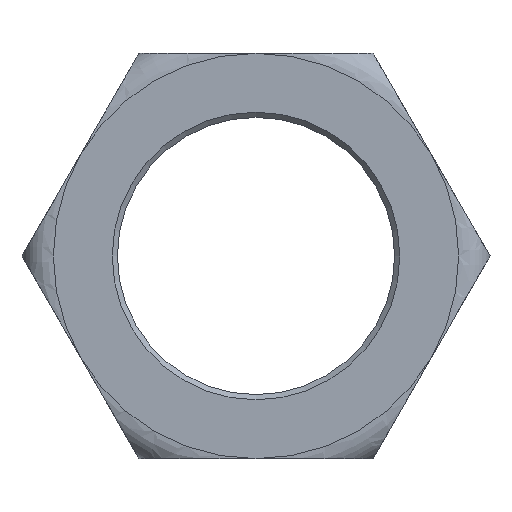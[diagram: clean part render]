
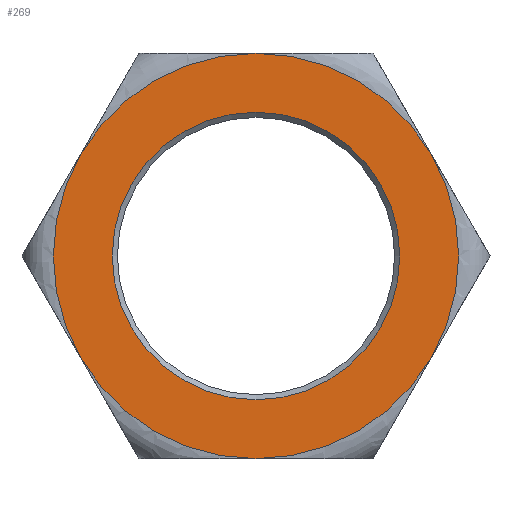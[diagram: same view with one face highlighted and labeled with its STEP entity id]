
A CAD part, front view. The second image highlights one B-rep face of the part: STEP entity #269.
In plain terms, the highlighted planar face has unit normal (0, -1, 0).
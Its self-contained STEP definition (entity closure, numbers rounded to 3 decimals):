
#10 = ORIENTED_EDGE ( 'NONE', *, *, #547, .F. ) ;
#12 = EDGE_CURVE ( 'NONE', #252, #561, #1285, .T. ) ;
#34 = VERTEX_POINT ( 'NONE', #1451 ) ;
#46 = CARTESIAN_POINT ( 'NONE',  ( 44.745, -44., -77.5 ) ) ;
#48 = DIRECTION ( 'NONE',  ( 0., 0., 1. ) ) ;
#52 = VERTEX_POINT ( 'NONE', #550 ) ;
#60 = AXIS2_PLACEMENT_3D ( 'NONE', #1421, #1297, #795 ) ;
#70 = CARTESIAN_POINT ( 'NONE',  ( 0., -44., 0. ) ) ;
#87 = VECTOR ( 'NONE', #656, 1000. ) ;
#159 = PLANE ( 'NONE',  #762 ) ;
#185 = DIRECTION ( 'NONE',  ( 1., 0., 0. ) ) ;
#229 = EDGE_LOOP ( 'NONE', ( #793 ) ) ;
#238 = VERTEX_POINT ( 'NONE', #873 ) ;
#252 = VERTEX_POINT ( 'NONE', #273 ) ;
#260 = EDGE_LOOP ( 'NONE', ( #1096, #1388, #1234, #10, #1168, #1136, #946, #1434, #1495, #1161 ) ) ;
#269 = ADVANCED_FACE ( 'NONE', ( #1094, #755 ), #159, .F. ) ;
#273 = CARTESIAN_POINT ( 'NONE',  ( 67.117, -44., -38.75 ) ) ;
#305 = DIRECTION ( 'NONE',  ( 0., 1., 0. ) ) ;
#346 = CARTESIAN_POINT ( 'NONE',  ( 89.489, -44., 0. ) ) ;
#352 = LINE ( 'NONE', #346, #736 ) ;
#359 = AXIS2_PLACEMENT_3D ( 'NONE', #1323, #374, #1438 ) ;
#374 = DIRECTION ( 'NONE',  ( 0., 1., 0. ) ) ;
#382 = EDGE_CURVE ( 'NONE', #1024, #1024, #1416, .T. ) ;
#392 = VERTEX_POINT ( 'NONE', #1358 ) ;
#401 = EDGE_CURVE ( 'NONE', #561, #1319, #893, .T. ) ;
#436 = CIRCLE ( 'NONE', #605, 77.5 ) ;
#437 = VERTEX_POINT ( 'NONE', #460 ) ;
#459 = AXIS2_PLACEMENT_3D ( 'NONE', #968, #875, #1103 ) ;
#460 = CARTESIAN_POINT ( 'NONE',  ( 0., -44., 77.5 ) ) ;
#498 = EDGE_CURVE ( 'NONE', #392, #34, #737, .T. ) ;
#547 = EDGE_CURVE ( 'NONE', #238, #392, #598, .T. ) ;
#550 = CARTESIAN_POINT ( 'NONE',  ( -67.117, -44., 38.75 ) ) ;
#553 = CARTESIAN_POINT ( 'NONE',  ( 0., -44., 77.5 ) ) ;
#561 = VERTEX_POINT ( 'NONE', #1243 ) ;
#598 = LINE ( 'NONE', #758, #1339 ) ;
#605 = AXIS2_PLACEMENT_3D ( 'NONE', #634, #956, #1031 ) ;
#621 = DIRECTION ( 'NONE',  ( 0.5, 0., -0.866 ) ) ;
#633 = AXIS2_PLACEMENT_3D ( 'NONE', #999, #1237, #769 ) ;
#634 = CARTESIAN_POINT ( 'NONE',  ( 0., -44., 0. ) ) ;
#656 = DIRECTION ( 'NONE',  ( -1., 0., 0. ) ) ;
#660 = CARTESIAN_POINT ( 'NONE',  ( -67.117, -44., -38.75 ) ) ;
#665 = EDGE_CURVE ( 'NONE', #952, #52, #985, .T. ) ;
#679 = CARTESIAN_POINT ( 'NONE',  ( 0., -44., 0. ) ) ;
#709 = CIRCLE ( 'NONE', #359, 77.5 ) ;
#736 = VECTOR ( 'NONE', #1178, 1000. ) ;
#737 = CIRCLE ( 'NONE', #60, 77.5 ) ;
#755 = FACE_OUTER_BOUND ( 'NONE', #260, .T. ) ;
#758 = CARTESIAN_POINT ( 'NONE',  ( 44.745, -44., 77.5 ) ) ;
#760 = VECTOR ( 'NONE', #796, 1000. ) ;
#762 = AXIS2_PLACEMENT_3D ( 'NONE', #844, #305, #48 ) ;
#769 = DIRECTION ( 'NONE',  ( 0., 0., 1. ) ) ;
#780 = CARTESIAN_POINT ( 'NONE',  ( 0., -44., 55. ) ) ;
#793 = ORIENTED_EDGE ( 'NONE', *, *, #382, .T. ) ;
#795 = DIRECTION ( 'NONE',  ( 1., 0., 0. ) ) ;
#796 = DIRECTION ( 'NONE',  ( 1., 0., 0. ) ) ;
#844 = CARTESIAN_POINT ( 'NONE',  ( 0., -44., 0. ) ) ;
#873 = CARTESIAN_POINT ( 'NONE',  ( 67.117, -44., 38.75 ) ) ;
#875 = DIRECTION ( 'NONE',  ( 0., 1., 0. ) ) ;
#893 = LINE ( 'NONE', #46, #87 ) ;
#934 = CIRCLE ( 'NONE', #1138, 77.5 ) ;
#946 = ORIENTED_EDGE ( 'NONE', *, *, #1174, .F. ) ;
#952 = VERTEX_POINT ( 'NONE', #660 ) ;
#956 = DIRECTION ( 'NONE',  ( 0., 1., 0. ) ) ;
#968 = CARTESIAN_POINT ( 'NONE',  ( 0., -44., 0. ) ) ;
#985 = CIRCLE ( 'NONE', #1184, 77.5 ) ;
#999 = CARTESIAN_POINT ( 'NONE',  ( 0., -44., 0. ) ) ;
#1024 = VERTEX_POINT ( 'NONE', #780 ) ;
#1031 = DIRECTION ( 'NONE',  ( -1., 0., 0. ) ) ;
#1041 = EDGE_CURVE ( 'NONE', #34, #252, #352, .T. ) ;
#1079 = EDGE_CURVE ( 'NONE', #1483, #238, #709, .T. ) ;
#1094 = FACE_BOUND ( 'NONE', #229, .T. ) ;
#1096 = ORIENTED_EDGE ( 'NONE', *, *, #12, .F. ) ;
#1103 = DIRECTION ( 'NONE',  ( 1., 0., 0. ) ) ;
#1136 = ORIENTED_EDGE ( 'NONE', *, *, #1221, .F. ) ;
#1138 = AXIS2_PLACEMENT_3D ( 'NONE', #70, #1380, #1496 ) ;
#1140 = CARTESIAN_POINT ( 'NONE',  ( -44.745, -44., 77.5 ) ) ;
#1161 = ORIENTED_EDGE ( 'NONE', *, *, #401, .F. ) ;
#1168 = ORIENTED_EDGE ( 'NONE', *, *, #1079, .F. ) ;
#1174 = EDGE_CURVE ( 'NONE', #52, #437, #436, .T. ) ;
#1178 = DIRECTION ( 'NONE',  ( -0.5, 0., -0.866 ) ) ;
#1184 = AXIS2_PLACEMENT_3D ( 'NONE', #679, #1386, #185 ) ;
#1221 = EDGE_CURVE ( 'NONE', #437, #1483, #1506, .T. ) ;
#1234 = ORIENTED_EDGE ( 'NONE', *, *, #498, .F. ) ;
#1237 = DIRECTION ( 'NONE',  ( 0., 1., 0. ) ) ;
#1243 = CARTESIAN_POINT ( 'NONE',  ( 0., -44., -77.5 ) ) ;
#1285 = CIRCLE ( 'NONE', #459, 77.5 ) ;
#1297 = DIRECTION ( 'NONE',  ( 0., 1., 0. ) ) ;
#1319 = VERTEX_POINT ( 'NONE', #1480 ) ;
#1323 = CARTESIAN_POINT ( 'NONE',  ( 0., -44., 0. ) ) ;
#1339 = VECTOR ( 'NONE', #621, 1000. ) ;
#1358 = CARTESIAN_POINT ( 'NONE',  ( 67.117, -44., 38.75 ) ) ;
#1380 = DIRECTION ( 'NONE',  ( 0., 1., 0. ) ) ;
#1386 = DIRECTION ( 'NONE',  ( 0., 1., 0. ) ) ;
#1388 = ORIENTED_EDGE ( 'NONE', *, *, #1041, .F. ) ;
#1416 = CIRCLE ( 'NONE', #633, 55. ) ;
#1421 = CARTESIAN_POINT ( 'NONE',  ( 0., -44., 0. ) ) ;
#1434 = ORIENTED_EDGE ( 'NONE', *, *, #665, .F. ) ;
#1438 = DIRECTION ( 'NONE',  ( 1., 0., 0. ) ) ;
#1451 = CARTESIAN_POINT ( 'NONE',  ( 67.117, -44., -38.75 ) ) ;
#1463 = EDGE_CURVE ( 'NONE', #1319, #952, #934, .T. ) ;
#1480 = CARTESIAN_POINT ( 'NONE',  ( 0., -44., -77.5 ) ) ;
#1483 = VERTEX_POINT ( 'NONE', #553 ) ;
#1495 = ORIENTED_EDGE ( 'NONE', *, *, #1463, .F. ) ;
#1496 = DIRECTION ( 'NONE',  ( 1., 0., 0. ) ) ;
#1506 = LINE ( 'NONE', #1140, #760 ) ;
